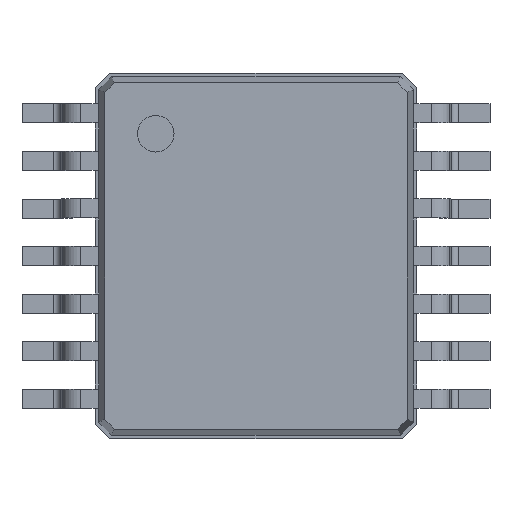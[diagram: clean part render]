
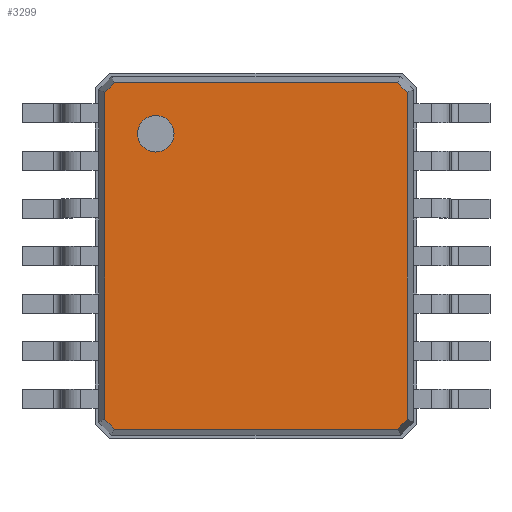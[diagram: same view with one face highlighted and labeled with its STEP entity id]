
A CAD part, top view. The second image highlights one B-rep face of the part: STEP entity #3299.
In plain terms, the highlighted planar face has unit normal (0, 0, 1).
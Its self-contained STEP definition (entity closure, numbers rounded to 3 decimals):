
#13=DIRECTION('',(0.,0.,1.));
#27=VECTOR('',#28,1.);
#28=DIRECTION('',(1.,0.,0.));
#51=VECTOR('',#52,1.);
#52=DIRECTION('',(0.707,-0.707,0.));
#58=VECTOR('',#59,1.);
#59=DIRECTION('',(0.,-1.,0.));
#65=VECTOR('',#66,1.);
#66=DIRECTION('',(-0.707,-0.707,0.));
#72=VECTOR('',#73,1.);
#73=DIRECTION('',(-1.,0.,0.));
#79=VECTOR('',#80,1.);
#80=DIRECTION('',(-0.707,0.707,0.));
#86=VECTOR('',#87,1.);
#87=DIRECTION('',(0.,1.,0.));
#91=VECTOR('',#92,1.);
#92=DIRECTION('',(0.707,0.707,0.));
#1098=VERTEX_POINT('',#1099);
#1099=CARTESIAN_POINT('',(-2.07,2.235,1.));
#1101=ORIENTED_EDGE('',*,*,#1102,.F.);
#1102=EDGE_CURVE('',#1103,#1098,#1105,.T.);
#1103=VERTEX_POINT('',#1104);
#1104=CARTESIAN_POINT('',(-2.07,-2.235,1.));
#1105=LINE('',#1104,#86);
#1116=VERTEX_POINT('',#1117);
#1117=CARTESIAN_POINT('',(-1.935,2.37,1.));
#1119=ORIENTED_EDGE('',*,*,#1120,.F.);
#1120=EDGE_CURVE('',#1098,#1116,#1121,.T.);
#1121=LINE('',#1099,#91);
#1130=VERTEX_POINT('',#1131);
#1131=CARTESIAN_POINT('',(1.935,2.37,1.));
#1133=ORIENTED_EDGE('',*,*,#1134,.F.);
#1134=EDGE_CURVE('',#1116,#1130,#1135,.T.);
#1135=LINE('',#1117,#27);
#1144=VERTEX_POINT('',#1145);
#1145=CARTESIAN_POINT('',(2.07,2.235,1.));
#1147=ORIENTED_EDGE('',*,*,#1148,.F.);
#1148=EDGE_CURVE('',#1130,#1144,#1149,.T.);
#1149=LINE('',#1131,#51);
#1214=VERTEX_POINT('',#1215);
#1215=CARTESIAN_POINT('',(2.07,-2.235,1.));
#1217=ORIENTED_EDGE('',*,*,#1218,.F.);
#1218=EDGE_CURVE('',#1144,#1214,#1219,.T.);
#1219=LINE('',#1145,#58);
#3299=ADVANCED_FACE('',(#3300,#3315),#3325,.T.);
#3300=FACE_BOUND('',#3301,.T.);
#3301=EDGE_LOOP('',(#1133,#1119,#1101,#3302,#3307,#3312,#1217,#1147));
#3302=ORIENTED_EDGE('',*,*,#3303,.F.);
#3303=EDGE_CURVE('',#3304,#1103,#3306,.T.);
#3304=VERTEX_POINT('',#3305);
#3305=CARTESIAN_POINT('',(-1.935,-2.37,1.));
#3306=LINE('',#3305,#79);
#3307=ORIENTED_EDGE('',*,*,#3308,.F.);
#3308=EDGE_CURVE('',#3309,#3304,#3311,.T.);
#3309=VERTEX_POINT('',#3310);
#3310=CARTESIAN_POINT('',(1.935,-2.37,1.));
#3311=LINE('',#3310,#72);
#3312=ORIENTED_EDGE('',*,*,#3313,.F.);
#3313=EDGE_CURVE('',#1214,#3309,#3314,.T.);
#3314=LINE('',#1215,#65);
#3315=FACE_BOUND('',#3316,.T.);
#3316=EDGE_LOOP('',(#3317));
#3317=ORIENTED_EDGE('',*,*,#3318,.T.);
#3318=EDGE_CURVE('',#3319,#3319,#3321,.T.);
#3319=VERTEX_POINT('',#3320);
#3320=CARTESIAN_POINT('',(-1.37,1.42,1.));
#3321=CIRCLE('',#3322,0.25);
#3322=AXIS2_PLACEMENT_3D('',#3323,#3324,#59);
#3323=CARTESIAN_POINT('',(-1.37,1.67,1.));
#3324=DIRECTION('',(0.,-0.,-1.));
#3325=PLANE('',#3326);
#3326=AXIS2_PLACEMENT_3D('',#1117,#13,#3327);
#3327=DIRECTION('',(0.632,-0.775,0.));
